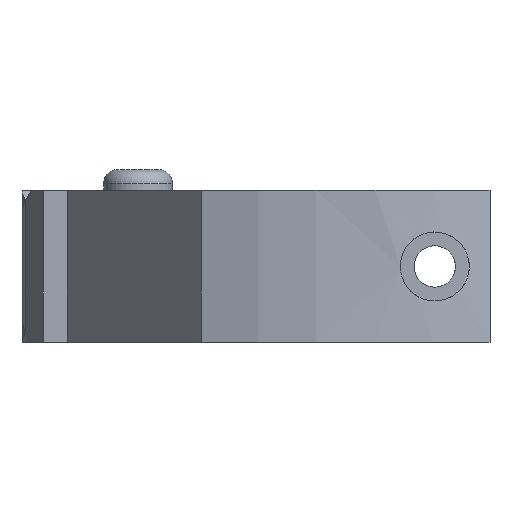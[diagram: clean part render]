
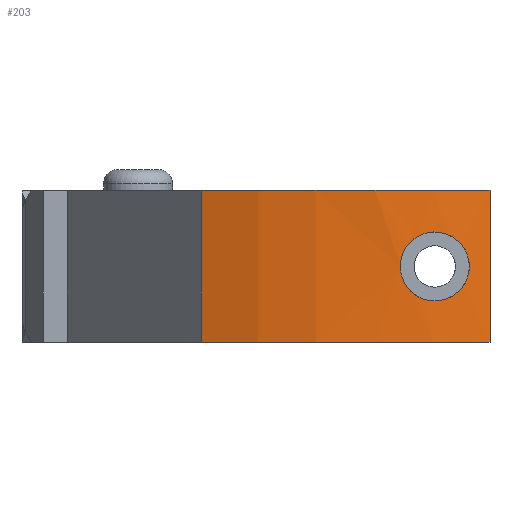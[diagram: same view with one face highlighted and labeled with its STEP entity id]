
A CAD part, front view. The second image highlights one B-rep face of the part: STEP entity #203.
In plain terms, the highlighted cylindrical face has radius 30 mm (diameter 60 mm), a partial arc.
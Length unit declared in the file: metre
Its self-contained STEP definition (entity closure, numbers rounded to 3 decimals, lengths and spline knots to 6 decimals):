
#203 = ADVANCED_FACE( '', ( #450, #451 ), #452, .T. );
#450 = FACE_BOUND( '', #742, .T. );
#451 = FACE_OUTER_BOUND( '', #743, .T. );
#452 = CYLINDRICAL_SURFACE( '', #744, 0.03 );
#742 = EDGE_LOOP( '', ( #1274 ) );
#743 = EDGE_LOOP( '', ( #1275, #1276, #1277, #1278 ) );
#744 = AXIS2_PLACEMENT_3D( '', #1279, #1280, #1281 );
#1274 = ORIENTED_EDGE( '', *, *, #1885, .T. );
#1275 = ORIENTED_EDGE( '', *, *, #1971, .T. );
#1276 = ORIENTED_EDGE( '', *, *, #1911, .F. );
#1277 = ORIENTED_EDGE( '', *, *, #1972, .F. );
#1278 = ORIENTED_EDGE( '', *, *, #1900, .T. );
#1279 = CARTESIAN_POINT( '', ( 0.151533, -0.102941, -0.047847 ) );
#1280 = DIRECTION( '', ( 0., 0., 1. ) );
#1281 = DIRECTION( '', ( -1., 0., 0. ) );
#1885 = EDGE_CURVE( '', #2316, #2316, #2317, .T. );
#1900 = EDGE_CURVE( '', #2341, #2339, #2342, .T. );
#1911 = EDGE_CURVE( '', #2357, #2359, #2360, .T. );
#1971 = EDGE_CURVE( '', #2339, #2359, #2449, .T. );
#1972 = EDGE_CURVE( '', #2341, #2357, #2450, .T. );
#2316 = VERTEX_POINT( '', #2929 );
#2317 = B_SPLINE_CURVE_WITH_KNOTS( '', 3, ( #2930, #2931, #2932, #2933, #2934, #2935, #2936, #2937, #2938, #2939, #2940, #2941, #2942, #2943, #2944, #2945, #2946, #2947, #2948, #2949, #2950, #2951, #2952, #2953, #2954, #2955, #2956, #2957, #2958, #2959, #2960, #2961, #2962, #2963, #2964, #2965, #2966, #2967, #2968, #2969, #2970, #2971, #2972, #2973, #2974, #2975, #2976, #2977, #2978, #2979, #2980, #2981, #2982, #2983, #2984, #2985, #2986, #2987, #2988, #2989, #2990, #2991 ), .UNSPECIFIED., .T., .F., ( 2, 2, 2, 2, 2, 2, 2, 2, 2, 2, 2, 2, 2, 2, 2, 2, 2, 2, 2, 2, 2, 2, 2, 2, 2, 2, 2, 2, 2, 2, 2, 2, 2 ), ( -0.000989, 0., 0.000495, 0.000989, 0.001484, 0.001979, 0.002968, 0.003463, 0.003957, 0.004452, 0.004947, 0.005441, 0.005936, 0.006431, 0.006925, 0.00742, 0.007915, 0.00841, 0.008904, 0.009399, 0.009894, 0.010388, 0.010883, 0.011378, 0.011872, 0.012367, 0.012862, 0.013356, 0.013851, 0.014346, 0.01484, 0.01583, 0.016324 ), .UNSPECIFIED. );
#2339 = VERTEX_POINT( '', #3025 );
#2341 = VERTEX_POINT( '', #3028 );
#2342 = LINE( '', #3029, #3030 );
#2357 = VERTEX_POINT( '', #3051 );
#2359 = VERTEX_POINT( '', #3054 );
#2360 = LINE( '', #3055, #3056 );
#2449 = CIRCLE( '', #3180, 0.03 );
#2450 = CIRCLE( '', #3181, 0.03 );
#2929 = CARTESIAN_POINT( '', ( 0.1555, -0.132678, -0.053356 ) );
#2930 = CARTESIAN_POINT( '', ( 0.1555, -0.132678, -0.053691 ) );
#2931 = CARTESIAN_POINT( '', ( 0.1555, -0.132678, -0.053189 ) );
#2932 = CARTESIAN_POINT( '', ( 0.155517, -0.132676, -0.053025 ) );
#2933 = CARTESIAN_POINT( '', ( 0.155582, -0.132667, -0.052701 ) );
#2934 = CARTESIAN_POINT( '', ( 0.155631, -0.13266, -0.052541 ) );
#2935 = CARTESIAN_POINT( '', ( 0.155759, -0.132642, -0.052235 ) );
#2936 = CARTESIAN_POINT( '', ( 0.155838, -0.132631, -0.052091 ) );
#2937 = CARTESIAN_POINT( '', ( 0.156023, -0.132603, -0.051818 ) );
#2938 = CARTESIAN_POINT( '', ( 0.15613, -0.132587, -0.051689 ) );
#2939 = CARTESIAN_POINT( '', ( 0.156481, -0.132531, -0.051344 ) );
#2940 = CARTESIAN_POINT( '', ( 0.156763, -0.132483, -0.05116 ) );
#2941 = CARTESIAN_POINT( '', ( 0.157215, -0.132399, -0.050977 ) );
#2942 = CARTESIAN_POINT( '', ( 0.157373, -0.132368, -0.050931 ) );
#2943 = CARTESIAN_POINT( '', ( 0.157693, -0.132302, -0.05087 ) );
#2944 = CARTESIAN_POINT( '', ( 0.157854, -0.132268, -0.050856 ) );
#2945 = CARTESIAN_POINT( '', ( 0.158177, -0.132197, -0.050857 ) );
#2946 = CARTESIAN_POINT( '', ( 0.15834, -0.132159, -0.050874 ) );
#2947 = CARTESIAN_POINT( '', ( 0.158655, -0.132084, -0.050939 ) );
#2948 = CARTESIAN_POINT( '', ( 0.158809, -0.132046, -0.050985 ) );
#2949 = CARTESIAN_POINT( '', ( 0.159107, -0.13197, -0.051109 ) );
#2950 = CARTESIAN_POINT( '', ( 0.159251, -0.131932, -0.051186 ) );
#2951 = CARTESIAN_POINT( '', ( 0.159519, -0.131859, -0.051364 ) );
#2952 = CARTESIAN_POINT( '', ( 0.159644, -0.131824, -0.051466 ) );
#2953 = CARTESIAN_POINT( '', ( 0.159877, -0.131758, -0.051697 ) );
#2954 = CARTESIAN_POINT( '', ( 0.159981, -0.131727, -0.051822 ) );
#2955 = CARTESIAN_POINT( '', ( 0.160162, -0.131673, -0.052091 ) );
#2956 = CARTESIAN_POINT( '', ( 0.160241, -0.13165, -0.052237 ) );
#2957 = CARTESIAN_POINT( '', ( 0.160369, -0.13161, -0.052542 ) );
#2958 = CARTESIAN_POINT( '', ( 0.160417, -0.131595, -0.052698 ) );
#2959 = CARTESIAN_POINT( '', ( 0.160483, -0.131575, -0.053022 ) );
#2960 = CARTESIAN_POINT( '', ( 0.1605, -0.13157, -0.053189 ) );
#2961 = CARTESIAN_POINT( '', ( 0.1605, -0.13157, -0.05352 ) );
#2962 = CARTESIAN_POINT( '', ( 0.160484, -0.131575, -0.053684 ) );
#2963 = CARTESIAN_POINT( '', ( 0.160419, -0.131595, -0.05401 ) );
#2964 = CARTESIAN_POINT( '', ( 0.16037, -0.13161, -0.054169 ) );
#2965 = CARTESIAN_POINT( '', ( 0.160243, -0.131649, -0.054472 ) );
#2966 = CARTESIAN_POINT( '', ( 0.160165, -0.131673, -0.054618 ) );
#2967 = CARTESIAN_POINT( '', ( 0.159981, -0.131727, -0.05489 ) );
#2968 = CARTESIAN_POINT( '', ( 0.159878, -0.131757, -0.055015 ) );
#2969 = CARTESIAN_POINT( '', ( 0.159648, -0.131823, -0.055243 ) );
#2970 = CARTESIAN_POINT( '', ( 0.15952, -0.131859, -0.055348 ) );
#2971 = CARTESIAN_POINT( '', ( 0.159252, -0.131931, -0.055526 ) );
#2972 = CARTESIAN_POINT( '', ( 0.15911, -0.131969, -0.055602 ) );
#2973 = CARTESIAN_POINT( '', ( 0.158811, -0.132045, -0.055727 ) );
#2974 = CARTESIAN_POINT( '', ( 0.158656, -0.132084, -0.055774 ) );
#2975 = CARTESIAN_POINT( '', ( 0.158341, -0.132159, -0.055838 ) );
#2976 = CARTESIAN_POINT( '', ( 0.15818, -0.132196, -0.055855 ) );
#2977 = CARTESIAN_POINT( '', ( 0.157854, -0.132268, -0.055858 ) );
#2978 = CARTESIAN_POINT( '', ( 0.157694, -0.132302, -0.055843 ) );
#2979 = CARTESIAN_POINT( '', ( 0.157376, -0.132367, -0.055783 ) );
#2980 = CARTESIAN_POINT( '', ( 0.157218, -0.132398, -0.055737 ) );
#2981 = CARTESIAN_POINT( '', ( 0.156914, -0.132455, -0.055614 ) );
#2982 = CARTESIAN_POINT( '', ( 0.15677, -0.132481, -0.055539 ) );
#2983 = CARTESIAN_POINT( '', ( 0.156496, -0.132528, -0.05536 ) );
#2984 = CARTESIAN_POINT( '', ( 0.156366, -0.13255, -0.055255 ) );
#2985 = CARTESIAN_POINT( '', ( 0.156131, -0.132587, -0.055025 ) );
#2986 = CARTESIAN_POINT( '', ( 0.156026, -0.132603, -0.054899 ) );
#2987 = CARTESIAN_POINT( '', ( 0.15584, -0.132631, -0.054626 ) );
#2988 = CARTESIAN_POINT( '', ( 0.15576, -0.132642, -0.054479 ) );
#2989 = CARTESIAN_POINT( '', ( 0.155568, -0.132669, -0.054023 ) );
#2990 = CARTESIAN_POINT( '', ( 0.1555, -0.132678, -0.053691 ) );
#2991 = CARTESIAN_POINT( '', ( 0.1555, -0.132678, -0.053189 ) );
#3025 = CARTESIAN_POINT( '', ( 0.141066, -0.131056, -0.058847 ) );
#3028 = CARTESIAN_POINT( '', ( 0.141066, -0.131056, -0.047847 ) );
#3029 = CARTESIAN_POINT( '', ( 0.141066, -0.131056, -0.047847 ) );
#3030 = VECTOR( '', #3636, 1. );
#3051 = CARTESIAN_POINT( '', ( 0.162, -0.131056, -0.047847 ) );
#3054 = CARTESIAN_POINT( '', ( 0.162, -0.131056, -0.058847 ) );
#3055 = CARTESIAN_POINT( '', ( 0.162, -0.131056, -0.047847 ) );
#3056 = VECTOR( '', #3647, 1. );
#3180 = AXIS2_PLACEMENT_3D( '', #3707, #3708, #3709 );
#3181 = AXIS2_PLACEMENT_3D( '', #3710, #3711, #3712 );
#3636 = DIRECTION( '', ( 0., 0., -1. ) );
#3647 = DIRECTION( '', ( 0., 0., -1. ) );
#3707 = CARTESIAN_POINT( '', ( 0.151533, -0.102941, -0.058847 ) );
#3708 = DIRECTION( '', ( 0., 0., 1. ) );
#3709 = DIRECTION( '', ( -0.349, -0.937, 0. ) );
#3710 = CARTESIAN_POINT( '', ( 0.151533, -0.102941, -0.047847 ) );
#3711 = DIRECTION( '', ( 0., 0., 1. ) );
#3712 = DIRECTION( '', ( -0.349, -0.937, 0. ) );
